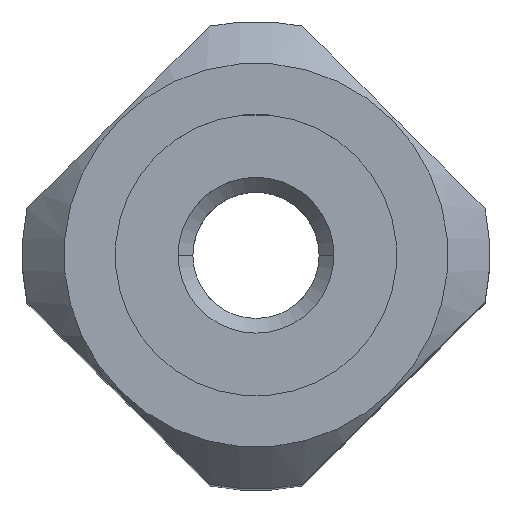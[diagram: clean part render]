
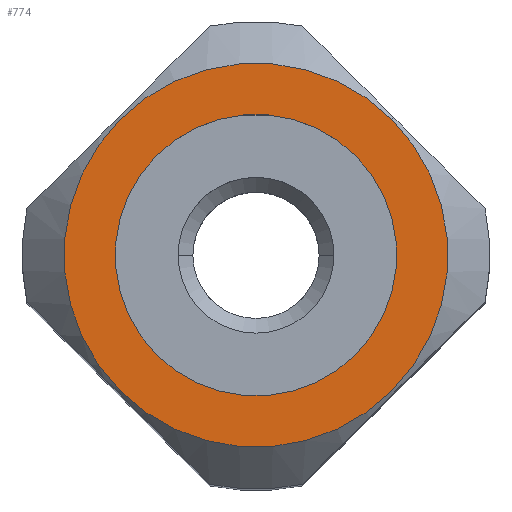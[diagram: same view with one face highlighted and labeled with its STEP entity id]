
A CAD part, top view. The second image highlights one B-rep face of the part: STEP entity #774.
In plain terms, the highlighted planar face has unit normal (0, 0, 1).
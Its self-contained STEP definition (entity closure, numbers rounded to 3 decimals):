
#352=EDGE_CURVE('',#460,#582,#969,.T.);
#460=VERTEX_POINT('',#1093);
#468=VERTEX_POINT('',#1101);
#556=EDGE_CURVE('',#582,#460,#1197,.T.);
#582=VERTEX_POINT('',#1228);
#588=EDGE_CURVE('',#468,#820,#1235,.T.);
#696=EDGE_CURVE('',#820,#468,#1357,.T.);
#774=ADVANCED_FACE('',(#1441,#1442),#1443,.T.);
#820=VERTEX_POINT('',#1491);
#969=CIRCLE('',#1648,4.927);
#1093=CARTESIAN_POINT('',(3.484,3.484,0.));
#1101=CARTESIAN_POINT('',(-2.554,-2.554,0.));
#1197=CIRCLE('',#1996,4.927);
#1228=CARTESIAN_POINT('',(-3.484,-3.484,0.));
#1235=CIRCLE('',#2041,3.612);
#1357=CIRCLE('',#2222,3.612);
#1441=FACE_BOUND('',#2374,.T.);
#1442=FACE_OUTER_BOUND('',#2375,.T.);
#1443=PLANE('',#2376);
#1491=CARTESIAN_POINT('',(2.554,2.554,0.));
#1648=AXIS2_PLACEMENT_3D('',#2650,#2651,#2652);
#1996=AXIS2_PLACEMENT_3D('',#2936,#2937,#2938);
#2041=AXIS2_PLACEMENT_3D('',#2996,#2997,#2998);
#2222=AXIS2_PLACEMENT_3D('',#3155,#3156,#3157);
#2374=EDGE_LOOP('',(#3243,#3244));
#2375=EDGE_LOOP('',(#3245,#3246));
#2376=AXIS2_PLACEMENT_3D('',#3247,#3248,#3249);
#2650=CARTESIAN_POINT('',(0.,0.,0.));
#2651=DIRECTION('',(0.,0.,1.0));
#2652=DIRECTION('',(0.707,0.707,0.0));
#2936=CARTESIAN_POINT('',(0.,0.,0.));
#2937=DIRECTION('',(0.,0.,1.0));
#2938=DIRECTION('',(0.707,0.707,0.0));
#2996=CARTESIAN_POINT('',(0.,0.,0.));
#2997=DIRECTION('',(0.,0.,1.0));
#2998=DIRECTION('',(0.707,0.707,0.0));
#3155=CARTESIAN_POINT('',(0.,0.,0.));
#3156=DIRECTION('',(0.,0.,1.0));
#3157=DIRECTION('',(0.707,0.707,0.0));
#3243=ORIENTED_EDGE('',*,*,#696,.F.);
#3244=ORIENTED_EDGE('',*,*,#588,.F.);
#3245=ORIENTED_EDGE('',*,*,#352,.T.);
#3246=ORIENTED_EDGE('',*,*,#556,.T.);
#3247=CARTESIAN_POINT('',(3.019,3.019,0.));
#3248=DIRECTION('',(0.,0.,1.0));
#3249=DIRECTION('',(0.707,0.707,0.0));
